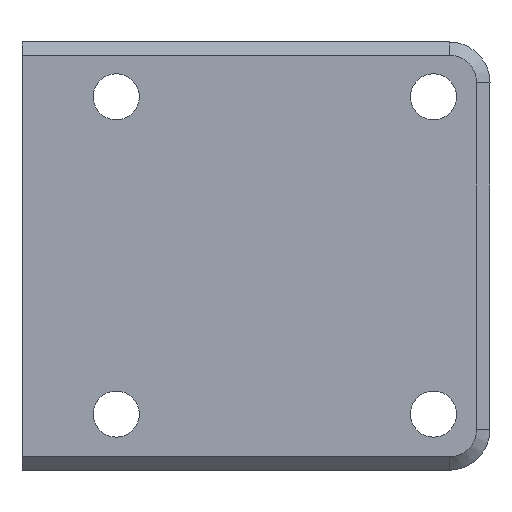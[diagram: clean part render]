
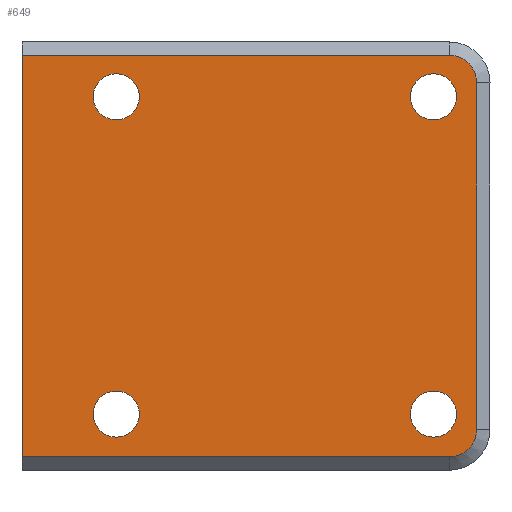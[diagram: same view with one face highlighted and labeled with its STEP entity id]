
A CAD part, left-side view. The second image highlights one B-rep face of the part: STEP entity #649.
In plain terms, the highlighted planar face has unit normal (-1, 0, 0).
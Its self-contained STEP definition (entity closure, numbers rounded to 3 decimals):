
#29=FACE_BOUND('',#120,.T.);
#30=FACE_BOUND('',#121,.T.);
#31=FACE_BOUND('',#122,.T.);
#32=FACE_BOUND('',#123,.T.);
#49=PLANE('',#716);
#78=FACE_OUTER_BOUND('',#119,.T.);
#119=EDGE_LOOP('',(#544,#545,#546,#547,#548,#549));
#120=EDGE_LOOP('',(#550));
#121=EDGE_LOOP('',(#551));
#122=EDGE_LOOP('',(#552));
#123=EDGE_LOOP('',(#553));
#177=LINE('',#1033,#239);
#179=LINE('',#1039,#241);
#184=LINE('',#1052,#246);
#187=LINE('',#1061,#249);
#239=VECTOR('',#834,10.);
#241=VECTOR('',#842,10.);
#246=VECTOR('',#855,10.);
#249=VECTOR('',#866,10.);
#279=CIRCLE('',#710,2.7);
#281=CIRCLE('',#714,2.7);
#282=CIRCLE('',#717,2.252);
#283=CIRCLE('',#718,2.252);
#284=CIRCLE('',#719,2.252);
#285=CIRCLE('',#720,2.252);
#325=VERTEX_POINT('',#1030);
#326=VERTEX_POINT('',#1032);
#327=VERTEX_POINT('',#1038);
#328=VERTEX_POINT('',#1042);
#330=VERTEX_POINT('',#1048);
#332=VERTEX_POINT('',#1054);
#334=VERTEX_POINT('',#1063);
#335=VERTEX_POINT('',#1065);
#336=VERTEX_POINT('',#1067);
#337=VERTEX_POINT('',#1069);
#395=EDGE_CURVE('',#325,#326,#177,.T.);
#398=EDGE_CURVE('',#326,#327,#179,.T.);
#402=EDGE_CURVE('',#327,#328,#279,.T.);
#405=EDGE_CURVE('',#328,#330,#184,.T.);
#408=EDGE_CURVE('',#330,#332,#281,.T.);
#410=EDGE_CURVE('',#332,#325,#187,.T.);
#411=EDGE_CURVE('',#334,#334,#282,.T.);
#412=EDGE_CURVE('',#335,#335,#283,.T.);
#413=EDGE_CURVE('',#336,#336,#284,.T.);
#414=EDGE_CURVE('',#337,#337,#285,.T.);
#544=ORIENTED_EDGE('',*,*,#410,.F.);
#545=ORIENTED_EDGE('',*,*,#408,.F.);
#546=ORIENTED_EDGE('',*,*,#405,.F.);
#547=ORIENTED_EDGE('',*,*,#402,.F.);
#548=ORIENTED_EDGE('',*,*,#398,.F.);
#549=ORIENTED_EDGE('',*,*,#395,.F.);
#550=ORIENTED_EDGE('',*,*,#411,.T.);
#551=ORIENTED_EDGE('',*,*,#412,.T.);
#552=ORIENTED_EDGE('',*,*,#413,.T.);
#553=ORIENTED_EDGE('',*,*,#414,.T.);
#649=ADVANCED_FACE('',(#78,#29,#30,#31,#32),#49,.T.);
#710=AXIS2_PLACEMENT_3D('',#1046,#849,#850);
#714=AXIS2_PLACEMENT_3D('',#1058,#861,#862);
#716=AXIS2_PLACEMENT_3D('',#1062,#867,#868);
#717=AXIS2_PLACEMENT_3D('',#1064,#869,#870);
#718=AXIS2_PLACEMENT_3D('',#1066,#871,#872);
#719=AXIS2_PLACEMENT_3D('',#1068,#873,#874);
#720=AXIS2_PLACEMENT_3D('',#1070,#875,#876);
#834=DIRECTION('',(0.,0.,1.));
#842=DIRECTION('',(0.,-1.,0.));
#849=DIRECTION('center_axis',(1.,0.,0.));
#850=DIRECTION('ref_axis',(0.,-0.707,0.707));
#855=DIRECTION('',(0.,0.,-1.));
#861=DIRECTION('center_axis',(1.,0.,0.));
#862=DIRECTION('ref_axis',(0.,-0.707,-0.707));
#866=DIRECTION('',(0.,1.,0.));
#867=DIRECTION('center_axis',(-1.,0.,0.));
#868=DIRECTION('ref_axis',(0.,0.,-1.));
#869=DIRECTION('center_axis',(1.,0.,0.));
#870=DIRECTION('ref_axis',(0.,-1.,0.));
#871=DIRECTION('center_axis',(1.,0.,0.));
#872=DIRECTION('ref_axis',(0.,-1.,0.));
#873=DIRECTION('center_axis',(1.,0.,0.));
#874=DIRECTION('ref_axis',(0.,-1.,0.));
#875=DIRECTION('center_axis',(1.,0.,0.));
#876=DIRECTION('ref_axis',(0.,-1.,0.));
#1030=CARTESIAN_POINT('',(258.44,0.,314.452));
#1032=CARTESIAN_POINT('',(258.44,0.,353.7));
#1033=CARTESIAN_POINT('',(258.44,0.,313.152));
#1038=CARTESIAN_POINT('',(258.44,-41.732,353.7));
#1039=CARTESIAN_POINT('',(258.44,0.,353.7));
#1042=CARTESIAN_POINT('',(258.44,-44.432,351.));
#1046=CARTESIAN_POINT('Origin',(258.44,-41.732,351.));
#1048=CARTESIAN_POINT('',(258.44,-44.432,317.152));
#1052=CARTESIAN_POINT('',(258.44,-44.432,344.538));
#1054=CARTESIAN_POINT('',(258.44,-41.732,314.452));
#1058=CARTESIAN_POINT('Origin',(258.44,-41.732,317.152));
#1061=CARTESIAN_POINT('',(258.44,0.,314.452));
#1062=CARTESIAN_POINT('Origin',(258.44,0.,355.));
#1063=CARTESIAN_POINT('',(258.44,-37.956,318.635));
#1064=CARTESIAN_POINT('Origin',(258.44,-40.208,318.635));
#1065=CARTESIAN_POINT('',(258.44,-6.956,318.635));
#1066=CARTESIAN_POINT('Origin',(258.44,-9.208,318.635));
#1067=CARTESIAN_POINT('',(258.44,-37.956,349.635));
#1068=CARTESIAN_POINT('Origin',(258.44,-40.208,349.635));
#1069=CARTESIAN_POINT('',(258.44,-6.956,349.635));
#1070=CARTESIAN_POINT('Origin',(258.44,-9.208,349.635));
